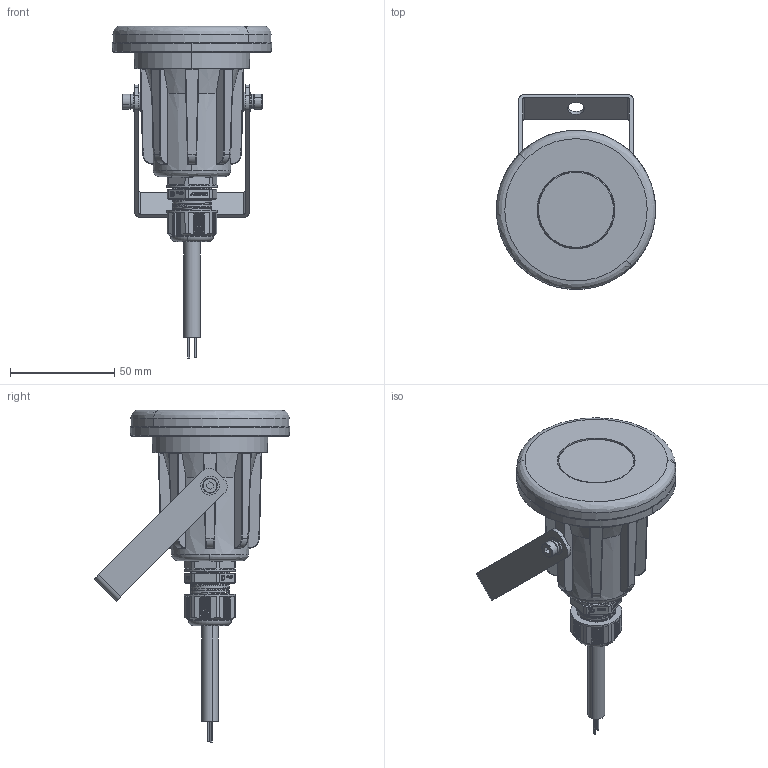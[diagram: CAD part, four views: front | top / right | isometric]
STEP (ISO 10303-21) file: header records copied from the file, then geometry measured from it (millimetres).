
FILE_DESCRIPTION (( 'STEP AP203' ), '1' );
FILE_NAME ('FL-NGROUND-STANDARD2.STEP', '2023-03-16T13:26:18', ( '' ), ( '' ), 'SwSTEP 2.0', 'SolidWorks 2017', '' );
FILE_SCHEMA (( 'CONFIG_CONTROL_DESIGN' ));
Length unit declared in the file: millimetre
Products named in the file (21): Washer_DIN_125A_M4; DK140202DD06_1; DK140202DD08_1; screwM4x6_1; DK160709DD21; screwM4x10-ISO4762; elplroundhl_1; DK140202DD04_1; M1610B_1; DK160709DD04; DK160709DD20; DK140202DD14; DK140202DD02_1; gla-35_asm_1; screwM2.5x4_1; DK140202DD15; Washer_M2.5_DIN6797; PRZEWOD 2_1; DK160709DD10; FL-NGROUND-STANDARD2; WasherDIN7980_M4
Assembly tree (38 placements, depth 4):
  FL-NGROUND-STANDARD2
    DK160709DD21
      DK160709DD04
      DK140202DD02_1
      DK160709DD10
      DK140202DD06_1
      DK140202DD08_1
        elplroundhl_1
      screwM2.5x4_1  x4
      DK140202DD04_1
      screwM4x6_1  x4
      DK140202DD14  x4
      DK140202DD15  x2
      Washer_M2.5_DIN6797  x4
      M1610B_1
    DK160709DD20
    screwM4x10-ISO4762  x2
    Washer_DIN_125A_M4  x4
    WasherDIN7980_M4  x2
    gla-35_asm_1
    PRZEWOD 2_1
Bounding box: 76.48 x 93.75 x 159.31 mm (x, y, z)
Volume: 114354.4 mm3; surface area: 66852.4 mm2
Topology: 34 solids, 65 shells, 2020 faces, 5214 edges, 3375 vertices
Faces by surface type: plane 983, bspline 494, cylinder 364, cone 171, torus 8
Entity records: 67375 total; most frequent: CARTESIAN_POINT 27367, ORIENTED_EDGE 8578, DIRECTION 6127, EDGE_CURVE 4323, VERTEX_POINT 2800, VECTOR 2267, LINE 2267, AXIS2_PLACEMENT_3D 1930
